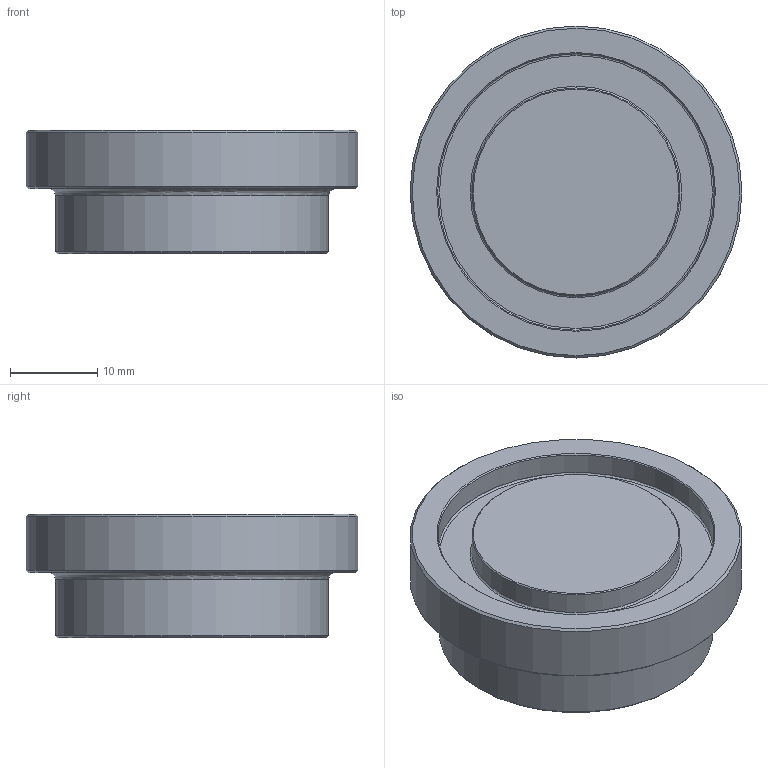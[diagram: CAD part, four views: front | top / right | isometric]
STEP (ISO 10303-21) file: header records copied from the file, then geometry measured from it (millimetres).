
FILE_DESCRIPTION((''),'2;1');
FILE_NAME('12-FOP_Rev4.stp','2009-09-29T09:09:06',('tjones'),(''),'Autodesk Inventor 2009','Autodesk Inventor 2009','');
FILE_SCHEMA(('AUTOMOTIVE_DESIGN { 1 0 10303 214 1 1 1 1 }'));
Length unit declared in the file: inch
Products named in the file (1): FOP-FP
Bounding box: 38.1 x 38.1 x 14.22 mm (x, y, z)
Volume: 12496.7 mm3; surface area: 4200.1 mm2
Topology: 1 solids, 1 shells, 17 faces, 28 edges, 16 vertices
Faces by surface type: cone 5, plane 5, cylinder 4, bspline 3
Full cylindrical faces by diameter (mm): 23.876 x1, 31.344 x1, 31.75 x1, 38.1 x1
Entity records: 482 total; most frequent: CARTESIAN_POINT 182, DIRECTION 62, ORIENTED_EDGE 32, EDGE_LOOP 32, AXIS2_PLACEMENT_3D 31, FACE_OUTER_BOUND 17, ADVANCED_FACE 17, VERTEX_POINT 16
